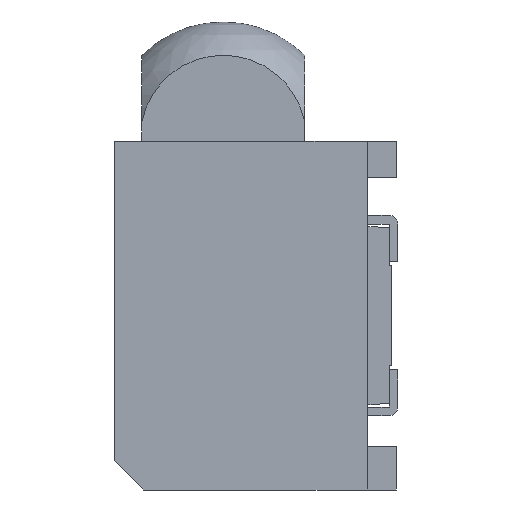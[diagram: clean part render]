
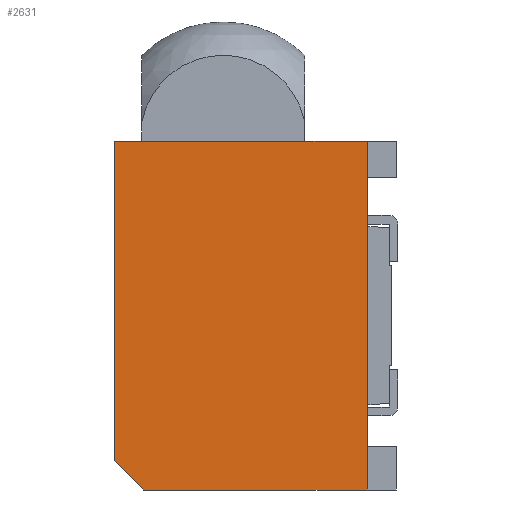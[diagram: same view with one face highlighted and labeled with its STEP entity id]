
A CAD part, left-side view. The second image highlights one B-rep face of the part: STEP entity #2631.
In plain terms, the highlighted planar face has unit normal (-1, 0, 0).
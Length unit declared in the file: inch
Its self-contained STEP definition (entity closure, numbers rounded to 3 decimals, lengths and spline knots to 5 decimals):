
#1=DIRECTION('',(0.,1.,0.));
#2=VECTOR('',#1,0.154);
#3=CARTESIAN_POINT('',(0.,0.02,-0.24));
#4=LINE('',#3,#2);
#5=DIRECTION('',(0.,0.,1.));
#6=VECTOR('',#5,0.22);
#7=CARTESIAN_POINT('',(0.,0.194,-0.22));
#8=LINE('',#7,#6);
#9=DIRECTION('',(0.,-1.,0.));
#10=VECTOR('',#9,0.174);
#11=CARTESIAN_POINT('',(0.,0.194,0.));
#12=LINE('',#11,#10);
#29=DIRECTION('',(0.,0.,1.));
#30=VECTOR('',#29,0.24);
#31=CARTESIAN_POINT('',(0.,0.02,-0.24));
#32=LINE('',#31,#30);
#1812=DIRECTION('',(0.,-0.707,-0.707));
#1813=VECTOR('',#1812,0.02828);
#1814=CARTESIAN_POINT('',(0.,0.194,-0.22));
#1815=LINE('',#1814,#1813);
#2079=CARTESIAN_POINT('',(0.,0.194,0.));
#2081=VERTEX_POINT('',#2079);
#2083=CARTESIAN_POINT('',(0.,0.194,-0.22));
#2085=VERTEX_POINT('',#2083);
#2087=CARTESIAN_POINT('',(0.,0.174,-0.24));
#2089=VERTEX_POINT('',#2087);
#2151=CARTESIAN_POINT('',(0.,0.02,0.));
#2153=VERTEX_POINT('',#2151);
#2167=CARTESIAN_POINT('',(0.,0.02,-0.24));
#2169=VERTEX_POINT('',#2167);
#2614=CARTESIAN_POINT('',(0.,0.,0.));
#2615=DIRECTION('',(1.,0.,0.));
#2616=DIRECTION('',(0.,0.,-1.));
#2617=AXIS2_PLACEMENT_3D('',#2614,#2615,#2616);
#2618=PLANE('',#2617);
#2620=ORIENTED_EDGE('',*,*,#2619,.F.);
#2622=ORIENTED_EDGE('',*,*,#2621,.T.);
#2624=ORIENTED_EDGE('',*,*,#2623,.F.);
#2626=ORIENTED_EDGE('',*,*,#2625,.T.);
#2628=ORIENTED_EDGE('',*,*,#2627,.T.);
#2629=EDGE_LOOP('',(#2620,#2622,#2624,#2626,#2628));
#2630=FACE_OUTER_BOUND('',#2629,.F.);
#2631=ADVANCED_FACE('',(#2630),#2618,.F.);
#2619=EDGE_CURVE('',#2169,#2153,#32,.T.);
#2621=EDGE_CURVE('',#2169,#2089,#4,.T.);
#2623=EDGE_CURVE('',#2085,#2089,#1815,.T.);
#2625=EDGE_CURVE('',#2085,#2081,#8,.T.);
#2627=EDGE_CURVE('',#2081,#2153,#12,.T.);
